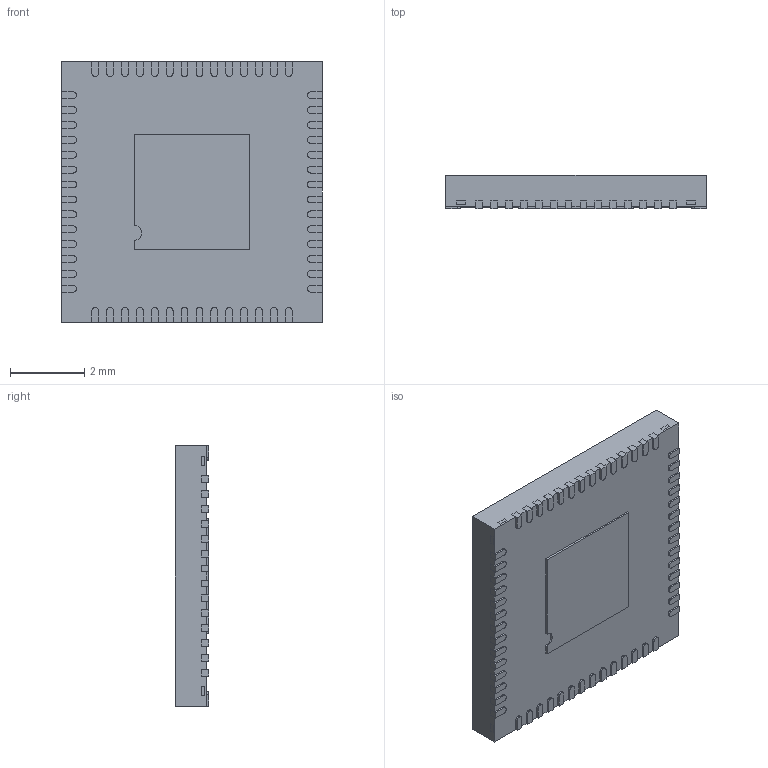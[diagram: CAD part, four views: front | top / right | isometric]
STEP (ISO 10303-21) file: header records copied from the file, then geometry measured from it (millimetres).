
FILE_DESCRIPTION (( 'STEP AP214' ), '1' );
FILE_NAME ('RP2040.STEP', '2022-03-04T06:45:47', ( '' ), ( '' ), 'SwSTEP 2.0', 'SolidWorks 2017', '' );
FILE_SCHEMA (( 'AUTOMOTIVE_DESIGN' ));
Length unit declared in the file: millimetre
Products named in the file (1): RP2040
Bounding box: 7 x 0.9 x 7 mm (x, y, z)
Volume: 42.3 mm3; surface area: 173.6 mm2
Topology: 67 solids, 67 shells, 674 faces, 1590 edges, 1060 vertices
Faces by surface type: plane 558, cylinder 116
Full cylindrical faces by diameter (mm): 0.4 x2
Entity records: 19784 total; most frequent: CARTESIAN_POINT 3323, ORIENTED_EDGE 3176, DIRECTION 3170, EDGE_CURVE 1588, VECTOR 1356, LINE 1356, VERTEX_POINT 1060, AXIS2_PLACEMENT_3D 907
